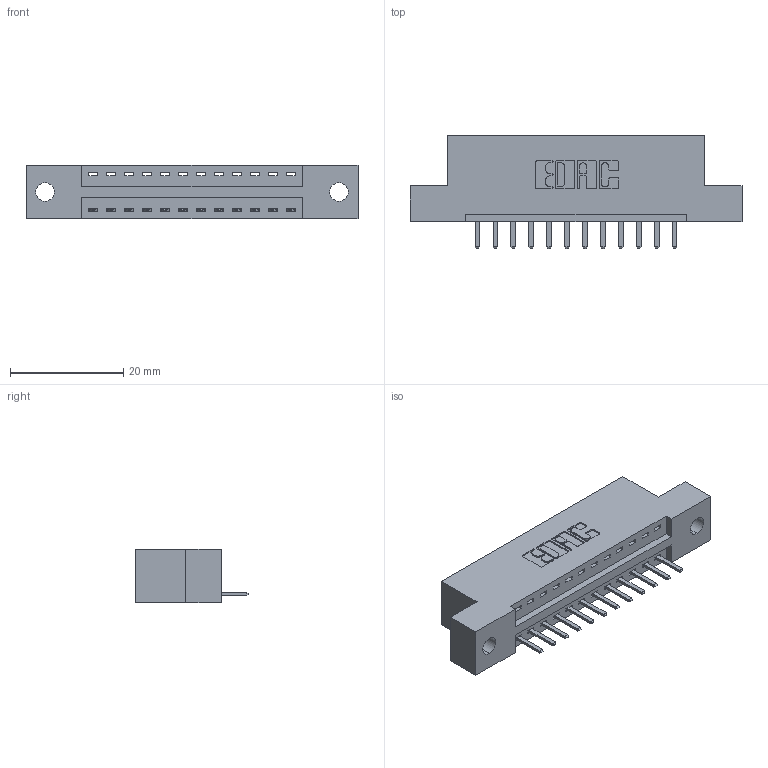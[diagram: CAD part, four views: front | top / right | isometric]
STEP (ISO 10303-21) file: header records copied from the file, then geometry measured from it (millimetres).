
FILE_DESCRIPTION (( 'STEP AP203' ), '1' );
FILE_NAME ('346-012-520-102.STEP', '2018-08-19T21:43:46', ( '' ), ( '' ), 'SwSTEP 2.0', 'SolidWorks 2016', '' );
FILE_SCHEMA (( 'CONFIG_CONTROL_DESIGN' ));
Length unit declared in the file: inch
Products named in the file (3): 346-012-520-102; 346 Part_Flush Mounting Lugs - 0.128 Dia; 345-292-001_345-293-120
Assembly tree (13 placements, depth 2):
  346-012-520-102
    346 Part_Flush Mounting Lugs - 0.128 Dia
    345-292-001_345-293-120  x12
Bounding box: 58.67 x 20.02 x 9.4 mm (x, y, z)
Volume: 5338.5 mm3; surface area: 5962.2 mm2
Topology: 13 solids, 13 shells, 866 faces, 2537 edges, 1658 vertices
Faces by surface type: plane 580, cylinder 286
Entity records: 11603 total; most frequent: CARTESIAN_POINT 2016, ORIENTED_EDGE 1950, DIRECTION 1803, EDGE_CURVE 975, VECTOR 791, LINE 791, VERTEX_POINT 646, AXIS2_PLACEMENT_3D 506
